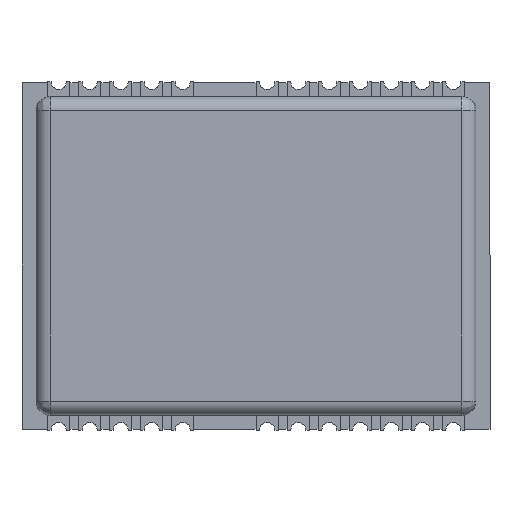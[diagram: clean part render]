
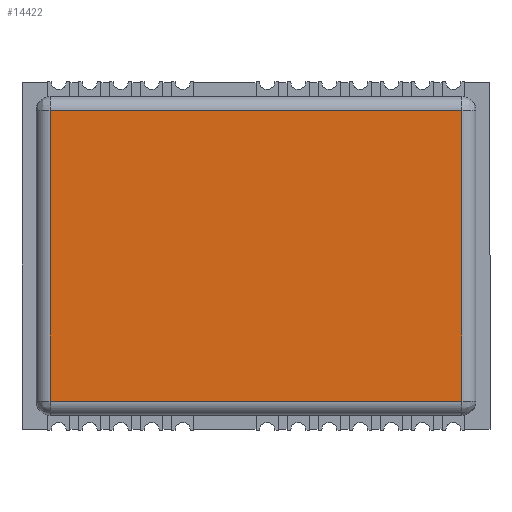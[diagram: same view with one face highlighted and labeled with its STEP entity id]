
A CAD part, top view. The second image highlights one B-rep face of the part: STEP entity #14422.
In plain terms, the highlighted planar face has unit normal (0, 0, 1).
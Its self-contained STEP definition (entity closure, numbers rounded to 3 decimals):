
#158 = VERTEX_POINT ( 'NONE', #14615 ) ;
#436 = DIRECTION ( 'NONE',  ( 1., 0., 0. ) ) ;
#561 = CARTESIAN_POINT ( 'NONE',  ( -7.3, -5.65, 2.58 ) ) ;
#795 = ORIENTED_EDGE ( 'NONE', *, *, #14170, .F. ) ;
#1501 = DIRECTION ( 'NONE',  ( -1., 0., 0. ) ) ;
#1955 = EDGE_CURVE ( 'NONE', #9017, #13587, #7654, .T. ) ;
#2308 = VERTEX_POINT ( 'NONE', #11608 ) ;
#2780 = VECTOR ( 'NONE', #1501, 1000. ) ;
#2922 = DIRECTION ( 'NONE',  ( 1., 0., 0. ) ) ;
#3199 = CARTESIAN_POINT ( 'NONE',  ( 7.3, -5.15, 2.58 ) ) ;
#5533 = DIRECTION ( 'NONE',  ( 0., 0., 1. ) ) ;
#5716 = LINE ( 'NONE', #9459, #10707 ) ;
#5826 = VECTOR ( 'NONE', #8063, 1000. ) ;
#6015 = ORIENTED_EDGE ( 'NONE', *, *, #11890, .F. ) ;
#6528 = LINE ( 'NONE', #12955, #5826 ) ;
#6800 = LINE ( 'NONE', #561, #13521 ) ;
#7572 = CARTESIAN_POINT ( 'NONE',  ( -7.8, -5.15, 2.58 ) ) ;
#7654 = LINE ( 'NONE', #7572, #2780 ) ;
#8021 = DIRECTION ( 'NONE',  ( 0., 1., 0. ) ) ;
#8063 = DIRECTION ( 'NONE',  ( 0., -1., 0. ) ) ;
#8494 = EDGE_LOOP ( 'NONE', ( #795, #13568, #9888, #6015 ) ) ;
#9017 = VERTEX_POINT ( 'NONE', #3199 ) ;
#9459 = CARTESIAN_POINT ( 'NONE',  ( -7.8, 5.15, 2.58 ) ) ;
#9784 = EDGE_CURVE ( 'NONE', #13587, #158, #6800, .T. ) ;
#9888 = ORIENTED_EDGE ( 'NONE', *, *, #1955, .F. ) ;
#10707 = VECTOR ( 'NONE', #2922, 1000. ) ;
#10839 = CARTESIAN_POINT ( 'NONE',  ( -7.3, -5.15, 2.58 ) ) ;
#11405 = PLANE ( 'NONE',  #12569 ) ;
#11608 = CARTESIAN_POINT ( 'NONE',  ( 7.3, 5.15, 2.58 ) ) ;
#11658 = CARTESIAN_POINT ( 'NONE',  ( -7.8, -5.65, 2.58 ) ) ;
#11890 = EDGE_CURVE ( 'NONE', #2308, #9017, #6528, .T. ) ;
#12569 = AXIS2_PLACEMENT_3D ( 'NONE', #11658, #5533, #436 ) ;
#12955 = CARTESIAN_POINT ( 'NONE',  ( 7.3, -5.65, 2.58 ) ) ;
#13521 = VECTOR ( 'NONE', #8021, 1000. ) ;
#13568 = ORIENTED_EDGE ( 'NONE', *, *, #9784, .F. ) ;
#13587 = VERTEX_POINT ( 'NONE', #10839 ) ;
#14170 = EDGE_CURVE ( 'NONE', #158, #2308, #5716, .T. ) ;
#14422 = ADVANCED_FACE ( 'NONE', ( #15320 ), #11405, .T. ) ;
#14615 = CARTESIAN_POINT ( 'NONE',  ( -7.3, 5.15, 2.58 ) ) ;
#15320 = FACE_OUTER_BOUND ( 'NONE', #8494, .T. ) ;
